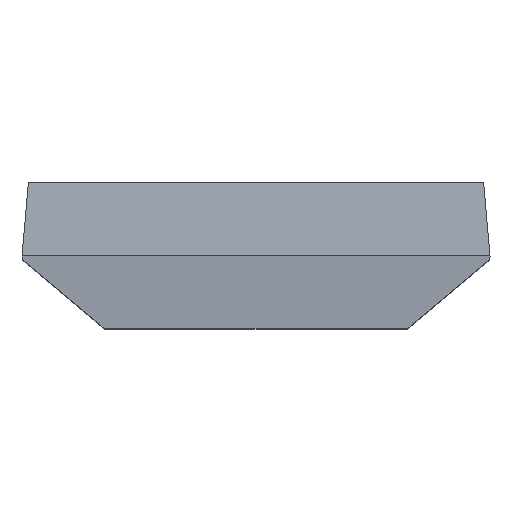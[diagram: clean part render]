
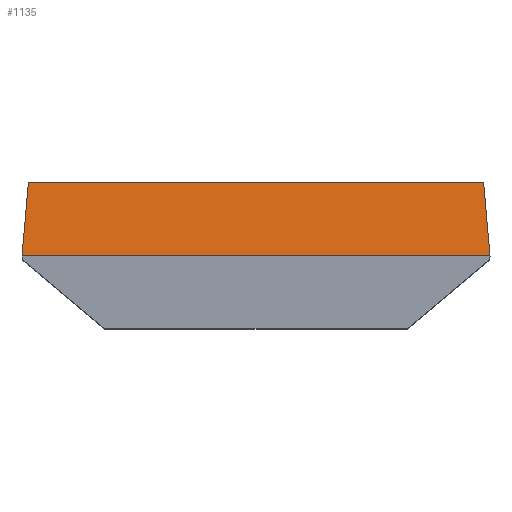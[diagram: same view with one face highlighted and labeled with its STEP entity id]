
A CAD part, top view. The second image highlights one B-rep face of the part: STEP entity #1135.
In plain terms, the highlighted planar face has unit normal (0, 0.087, 0.996).
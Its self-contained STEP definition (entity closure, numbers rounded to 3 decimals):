
#262 = FACE_OUTER_BOUND ( 'NONE', #2672, .T. ) ;
#334 = CARTESIAN_POINT ( 'NONE',  ( -2.565, 0., 1.8 ) ) ;
#784 = CARTESIAN_POINT ( 'NONE',  ( 2.565, 0., 1.8 ) ) ;
#1135 = ADVANCED_FACE ( 'NONE', ( #262 ), #4512, .T. ) ;
#1339 = DIRECTION ( 'NONE',  ( 0., 0.087, 0.996 ) ) ;
#2423 = LINE ( 'NONE', #13088, #6645 ) ;
#2619 = CARTESIAN_POINT ( 'NONE',  ( 2.565, 0., 1.8 ) ) ;
#2672 = EDGE_LOOP ( 'NONE', ( #10862, #4952, #5476, #7189 ) ) ;
#3017 = VERTEX_POINT ( 'NONE', #2619 ) ;
#3315 = DIRECTION ( 'NONE',  ( -1., 0., 0. ) ) ;
#3364 = EDGE_CURVE ( 'NONE', #10654, #6137, #9914, .T. ) ;
#4317 = VECTOR ( 'NONE', #3315, 1000. ) ;
#4512 = PLANE ( 'NONE',  #8856 ) ;
#4745 = DIRECTION ( 'NONE',  ( -1., 0., 0. ) ) ;
#4952 = ORIENTED_EDGE ( 'NONE', *, *, #5347, .F. ) ;
#5070 = CARTESIAN_POINT ( 'NONE',  ( -2.565, 0., 1.8 ) ) ;
#5347 = EDGE_CURVE ( 'NONE', #7738, #3017, #10411, .T. ) ;
#5368 = CARTESIAN_POINT ( 'NONE',  ( 0., 0.8, 1.73 ) ) ;
#5476 = ORIENTED_EDGE ( 'NONE', *, *, #8804, .T. ) ;
#5999 = CARTESIAN_POINT ( 'NONE',  ( -2.495, 0.8, 1.73 ) ) ;
#6137 = VERTEX_POINT ( 'NONE', #5070 ) ;
#6321 = VECTOR ( 'NONE', #8121, 1000. ) ;
#6645 = VECTOR ( 'NONE', #4745, 1000. ) ;
#6707 = CARTESIAN_POINT ( 'NONE',  ( -2.565, 0., 1.8 ) ) ;
#6989 = EDGE_CURVE ( 'NONE', #3017, #6137, #2423, .T. ) ;
#7189 = ORIENTED_EDGE ( 'NONE', *, *, #3364, .T. ) ;
#7546 = LINE ( 'NONE', #5368, #4317 ) ;
#7738 = VERTEX_POINT ( 'NONE', #11554 ) ;
#7822 = DIRECTION ( 'NONE',  ( 0., -0.996, 0.087 ) ) ;
#8121 = DIRECTION ( 'NONE',  ( 0.087, -0.992, 0.087 ) ) ;
#8804 = EDGE_CURVE ( 'NONE', #7738, #10654, #7546, .T. ) ;
#8856 = AXIS2_PLACEMENT_3D ( 'NONE', #6707, #1339, #7822 ) ;
#9914 = LINE ( 'NONE', #334, #13487 ) ;
#10411 = LINE ( 'NONE', #784, #6321 ) ;
#10654 = VERTEX_POINT ( 'NONE', #5999 ) ;
#10862 = ORIENTED_EDGE ( 'NONE', *, *, #6989, .F. ) ;
#11554 = CARTESIAN_POINT ( 'NONE',  ( 2.495, 0.8, 1.73 ) ) ;
#11866 = DIRECTION ( 'NONE',  ( -0.087, -0.992, 0.087 ) ) ;
#13088 = CARTESIAN_POINT ( 'NONE',  ( -2.565, 0., 1.8 ) ) ;
#13487 = VECTOR ( 'NONE', #11866, 1000. ) ;
